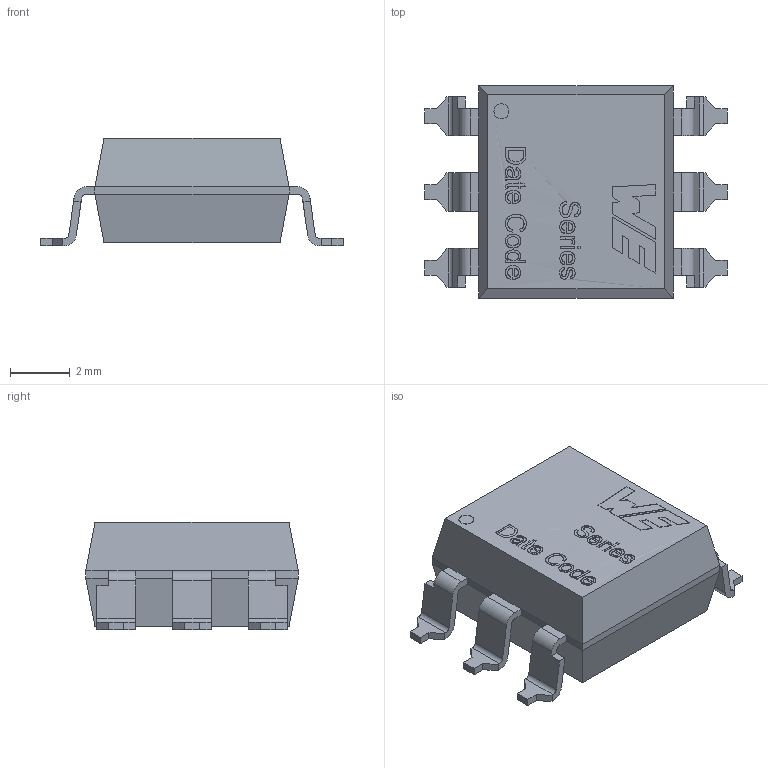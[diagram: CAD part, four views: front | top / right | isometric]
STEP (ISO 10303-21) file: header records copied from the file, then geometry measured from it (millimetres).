
FILE_DESCRIPTION(/* description */ ('Unknown'),/* implementation_level */ '2;1');
FILE_NAME(/* name */ 'Q_Wurth_WL-OCTR_DIP6-SL',/* time_stamp */ '2025-12-22T14:05:04+08:00',/* author */ ('Unknown'),/* organization */ ('Unknown'),/* preprocessor_version */ 'ST-DEVELOPER v19.4',/* originating_system */ 'Solid Edge',/* authorisation */ 'Unknown');
FILE_SCHEMA (('AUTOMOTIVE_DESIGN {1 0 10303 214 3 1 1}'));
Length unit declared in the file: millimetre
Products named in the file (2): Q_Wurth_WL-OCTR_DIP6-SL; WL-OCTR_DIP6_SL
Assembly tree (1 placements, depth 2):
  Q_Wurth_WL-OCTR_DIP6-SL
    WL-OCTR_DIP6_SL
Bounding box: 10.15 x 7.12 x 3.6 mm (x, y, z)
Volume: 154 mm3; surface area: 220.7 mm2
Topology: 1 solids, 1 shells, 261 faces, 672 edges, 439 vertices
Faces by surface type: plane 207, bspline 28, cylinder 26
Full cylindrical faces by diameter (mm): 0.5 x1
Entity records: 10444 total; most frequent: CARTESIAN_POINT 2607, ORIENTED_EDGE 1336, DIRECTION 1018, EDGE_CURVE 668, LINE 448, VECTOR 448, VERTEX_POINT 439, EDGE_LOOP 291
